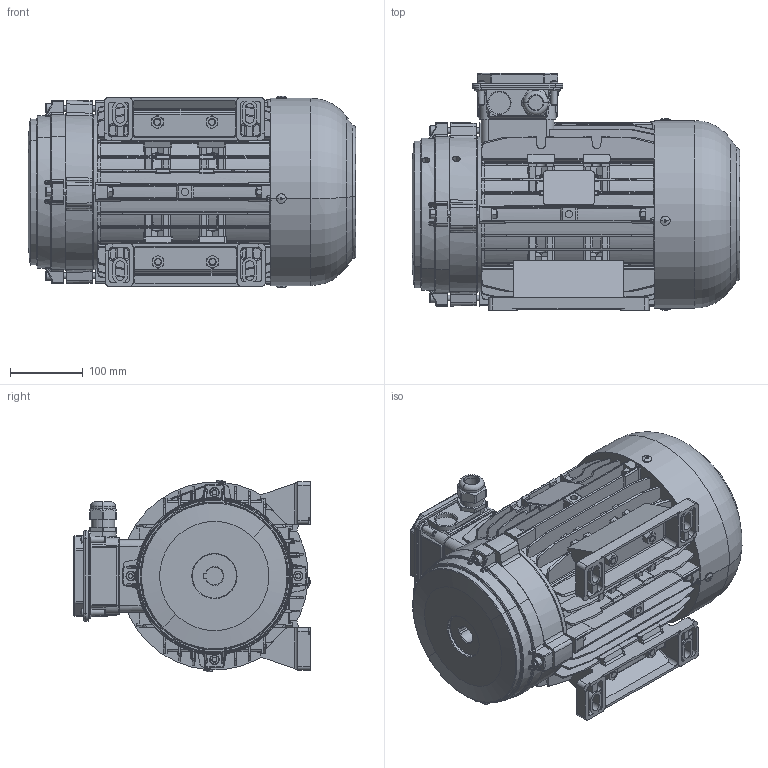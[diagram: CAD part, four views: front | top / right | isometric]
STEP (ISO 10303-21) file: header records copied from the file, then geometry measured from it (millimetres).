
FILE_DESCRIPTION(('CoCreate Modeling STEP Export'),'2;1');
FILE_NAME('RVJ_132L.stp','2012-12-21T15:07:41',(''),(''),'CoCreate Modeling STEP processor for AP203 (Solid Model)','CoCreate Modeling 17.0B 12-Nov-2010 (C) Parametric Technology GmbH','');
FILE_SCHEMA(('CONFIG_CONTROL_DESIGN'));
Products named in the file (29): CARASSA_132L; TARGA; g_STATORE_AVVOLTO; g_MORSETTIERA; g_CARCASSA; VITE_CONV.4; COPRIVENTOLA_FORATO; g_COPRIVENTOLA; VITE_UNI5931_M8x40-FC.1.3; VITE_UNI5931_M8x45-FC.1.4; DADO_UNI5587_M8.1; g_FLANGIE; PIEDE; VITE_UNI5737_M10x50.1; DADO_UNI5587_M10.1; g_PIEDI; g_ROTORE_COMPLETO; PRESSACAVO; SCATOLA; COPERCHIO_SCATOLA; GHJIERA; VITE_SCATOLA; g_SCATOLA; MOTORE_132L; GIUNTO_POMPA; GIUNTO_ASSIEME; FL_RAVEL-MODEL_kor_10.05_step_AGGIUSTATO.stp.LAVORATA; FLANGIA_Gr132; TUTTO
Assembly tree (54 placements, depth 4):
  TUTTO
    FLANGIA_Gr132
    FL_RAVEL-MODEL_kor_10.05_step_AGGIUSTATO.stp.LAVORATA
    GIUNTO_ASSIEME
      GIUNTO_POMPA
    MOTORE_132L
      g_SCATOLA
        VITE_SCATOLA  x4
        GHJIERA
        COPERCHIO_SCATOLA
        SCATOLA
        PRESSACAVO
      g_ROTORE_COMPLETO
      g_PIEDI
        DADO_UNI5587_M10.1  x4
        VITE_UNI5737_M10x50.1  x4
        PIEDE  x2
      g_FLANGIE
        VITE_UNI5931_M8x40-FC.1.3  x4
        DADO_UNI5587_M8.1  x8
        VITE_UNI5931_M8x45-FC.1.4  x4
      g_COPRIVENTOLA
        VITE_CONV.4  x4
        COPRIVENTOLA_FORATO
      g_CARCASSA
        g_MORSETTIERA
        g_STATORE_AVVOLTO
        TARGA
        CARASSA_132L
Bounding box: 449.5 x 325.5 x 263.55 mm (x, y, z)
Volume: 19282352.6 mm3; surface area: 1342605.2 mm2
Topology: 43 solids, 43 shells, 3802 faces, 9957 edges, 6278 vertices
Faces by surface type: plane 1603, cylinder 1107, cone 576, bspline 247, torus 233, sphere 24, extrusion 12
Entity records: 146782 total; most frequent: CARTESIAN_POINT 79805, ORIENTED_EDGE 15288, DIRECTION 11059, EDGE_CURVE 7644, VERTEX_POINT 4896, AXIS2_PLACEMENT_3D 3899, VECTOR 3261, LINE 3253
